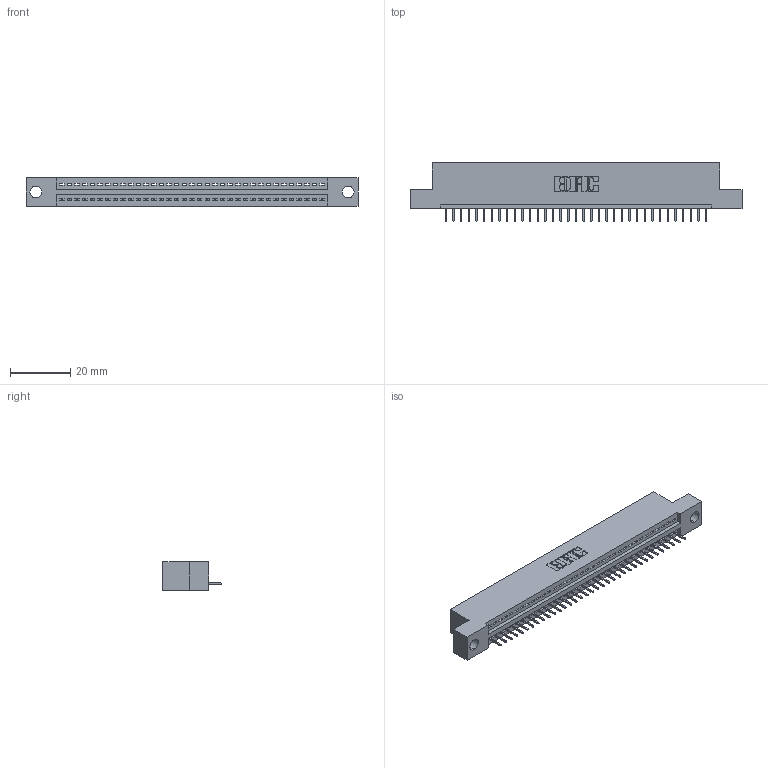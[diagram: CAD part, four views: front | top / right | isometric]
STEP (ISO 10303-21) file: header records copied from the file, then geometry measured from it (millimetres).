
FILE_DESCRIPTION (( 'STEP AP203' ), '1' );
FILE_NAME ('345-035-524-104.STEP', '2019-10-07T20:49:19', ( '' ), ( '' ), 'SwSTEP 2.0', 'SolidWorks 2016', '' );
FILE_SCHEMA (( 'CONFIG_CONTROL_DESIGN' ));
Length unit declared in the file: inch
Products named in the file (3): 345 Part_Flush Mounting Lugs - 0.156 Dia-TH; 345-292-001_345-293-124; 345-035-524-104
Assembly tree (36 placements, depth 2):
  345-035-524-104
    345 Part_Flush Mounting Lugs - 0.156 Dia-TH
    345-292-001_345-293-124  x35
Bounding box: 110.11 x 19.35 x 9.4 mm (x, y, z)
Volume: 10174.8 mm3; surface area: 12793 mm2
Topology: 36 solids, 36 shells, 2296 faces, 6641 edges, 4286 vertices
Faces by surface type: plane 1690, cylinder 606
Entity records: 27361 total; most frequent: CARTESIAN_POINT 4745, ORIENTED_EDGE 4714, DIRECTION 4155, EDGE_CURVE 2357, VECTOR 2089, LINE 2089, VERTEX_POINT 1566, AXIS2_PLACEMENT_3D 1033
